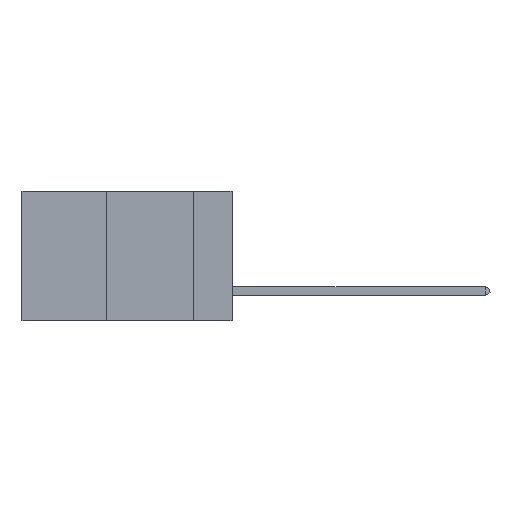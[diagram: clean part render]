
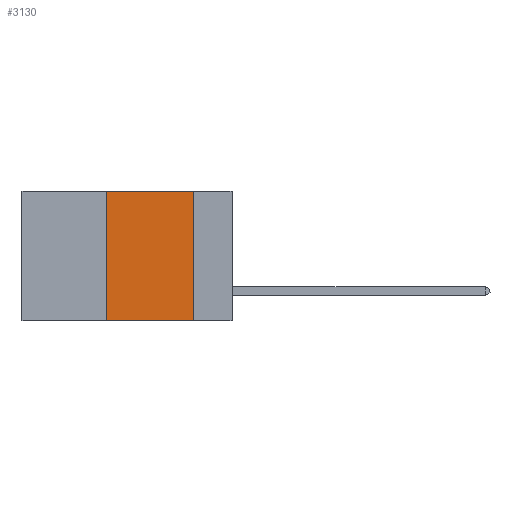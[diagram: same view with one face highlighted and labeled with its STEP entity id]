
A CAD part, left-side view. The second image highlights one B-rep face of the part: STEP entity #3130.
In plain terms, the highlighted planar face has unit normal (-1, 0, 0).
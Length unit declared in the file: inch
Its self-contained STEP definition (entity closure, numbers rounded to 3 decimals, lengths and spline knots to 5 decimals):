
#510 = ORIENTED_EDGE ( 'NONE', *, *, #4333, .F. ) ;
#875 = DIRECTION ( 'NONE',  ( 0., -1., 0. ) ) ;
#1088 = EDGE_CURVE ( 'NONE', #1523, #12626, #9755, .T. ) ;
#1523 = VERTEX_POINT ( 'NONE', #9555 ) ;
#1663 = DIRECTION ( 'NONE',  ( 0., 0., -1. ) ) ;
#2469 = CARTESIAN_POINT ( 'NONE',  ( 0., 0.6, 0. ) ) ;
#2632 = DIRECTION ( 'NONE',  ( 1., 0., 0. ) ) ;
#3081 = CARTESIAN_POINT ( 'NONE',  ( 0., 0.11, -0.37 ) ) ;
#3130 = ADVANCED_FACE ( 'NONE', ( #6720 ), #8606, .F. ) ;
#3203 = ORIENTED_EDGE ( 'NONE', *, *, #4128, .T. ) ;
#3677 = VERTEX_POINT ( 'NONE', #11802 ) ;
#4128 = EDGE_CURVE ( 'NONE', #3677, #9492, #9128, .T. ) ;
#4156 = DIRECTION ( 'NONE',  ( 0., 0., 1. ) ) ;
#4333 = EDGE_CURVE ( 'NONE', #12626, #9492, #6838, .T. ) ;
#5015 = CARTESIAN_POINT ( 'NONE',  ( 0., 0.6, -0.37 ) ) ;
#6072 = ORIENTED_EDGE ( 'NONE', *, *, #11820, .F. ) ;
#6102 = DIRECTION ( 'NONE',  ( 0., -1., 0. ) ) ;
#6590 = VECTOR ( 'NONE', #1663, 39.37008 ) ;
#6720 = FACE_OUTER_BOUND ( 'NONE', #10275, .T. ) ;
#6838 = LINE ( 'NONE', #10795, #6590 ) ;
#7187 = CARTESIAN_POINT ( 'NONE',  ( 0., 0.36, 0. ) ) ;
#7386 = ORIENTED_EDGE ( 'NONE', *, *, #1088, .F. ) ;
#8105 = VECTOR ( 'NONE', #875, 39.37008 ) ;
#8542 = CARTESIAN_POINT ( 'NONE',  ( 0., 0.6, 0. ) ) ;
#8606 = PLANE ( 'NONE',  #10547 ) ;
#9128 = LINE ( 'NONE', #5015, #11943 ) ;
#9203 = VECTOR ( 'NONE', #4156, 39.37008 ) ;
#9492 = VERTEX_POINT ( 'NONE', #3081 ) ;
#9555 = CARTESIAN_POINT ( 'NONE',  ( 0., 0.36, 0. ) ) ;
#9755 = LINE ( 'NONE', #2469, #8105 ) ;
#10275 = EDGE_LOOP ( 'NONE', ( #510, #7386, #6072, #3203 ) ) ;
#10547 = AXIS2_PLACEMENT_3D ( 'NONE', #8542, #2632, #10671 ) ;
#10671 = DIRECTION ( 'NONE',  ( 0., 0., -1. ) ) ;
#10795 = CARTESIAN_POINT ( 'NONE',  ( 0., 0.11, 0. ) ) ;
#11802 = CARTESIAN_POINT ( 'NONE',  ( 0., 0.36, -0.37 ) ) ;
#11820 = EDGE_CURVE ( 'NONE', #3677, #1523, #12166, .T. ) ;
#11943 = VECTOR ( 'NONE', #6102, 39.37008 ) ;
#12166 = LINE ( 'NONE', #7187, #9203 ) ;
#12611 = CARTESIAN_POINT ( 'NONE',  ( 0., 0.11, 0. ) ) ;
#12626 = VERTEX_POINT ( 'NONE', #12611 ) ;
